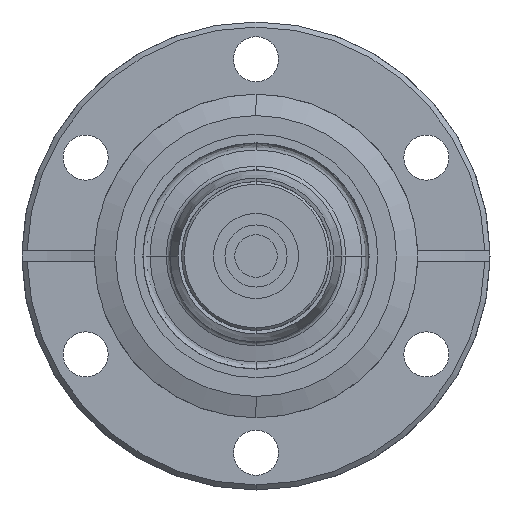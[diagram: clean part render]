
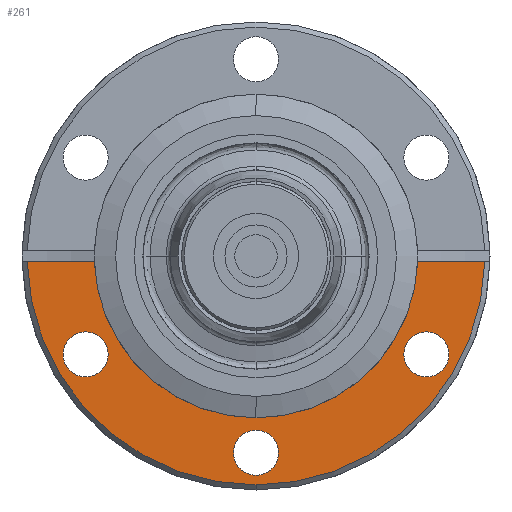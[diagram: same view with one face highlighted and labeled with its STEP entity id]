
A CAD part, front view. The second image highlights one B-rep face of the part: STEP entity #261.
In plain terms, the highlighted planar face has unit normal (0, -1, 0).
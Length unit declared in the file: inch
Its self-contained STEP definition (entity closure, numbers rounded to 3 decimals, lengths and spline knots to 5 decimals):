
#261 = ADVANCED_FACE ( 'NONE', ( #3267, #3266, #3271, #3268 ), #1253, .T. ) ;
#336 = CARTESIAN_POINT ( 'NONE',  ( -1.00113, 0.65226, -0.578 ) ) ;
#337 = DIRECTION ( 'NONE',  ( 0., -1., 0. ) ) ;
#338 = DIRECTION ( 'NONE',  ( 0.866, 0., 0.5 ) ) ;
#346 = CARTESIAN_POINT ( 'NONE',  ( 0., 0.65226, -1.156 ) ) ;
#347 = DIRECTION ( 'NONE',  ( 0., -1., 0. ) ) ;
#348 = DIRECTION ( 'NONE',  ( 0., 0., 1. ) ) ;
#900 = CARTESIAN_POINT ( 'NONE',  ( 0., 0.65226, 0. ) ) ;
#901 = DIRECTION ( 'NONE',  ( 0., -1., 0. ) ) ;
#902 = DIRECTION ( 'NONE',  ( 0., 0., 1. ) ) ;
#903 = CARTESIAN_POINT ( 'NONE',  ( 0.95049, 0.65226, -0.031 ) ) ;
#908 = CARTESIAN_POINT ( 'NONE',  ( 0., 0.65226, -0.951 ) ) ;
#912 = CARTESIAN_POINT ( 'NONE',  ( 1.34464, 0.65226, -0.031 ) ) ;
#923 = CARTESIAN_POINT ( 'NONE',  ( 0., 0.65226, -1.0235 ) ) ;
#924 = CARTESIAN_POINT ( 'NONE',  ( 0., 0.65226, -1.2885 ) ) ;
#927 = CARTESIAN_POINT ( 'NONE',  ( -1.00113, 0.65226, -0.4455 ) ) ;
#928 = CARTESIAN_POINT ( 'NONE',  ( -1.00113, 0.65226, -0.7105 ) ) ;
#965 = CARTESIAN_POINT ( 'NONE',  ( 0., 0.65226, 0. ) ) ;
#966 = DIRECTION ( 'NONE',  ( 0., -1., 0. ) ) ;
#967 = DIRECTION ( 'NONE',  ( 0., 0., 1. ) ) ;
#968 = CARTESIAN_POINT ( 'NONE',  ( 1.345, 0.65226, -0.031 ) ) ;
#971 = CARTESIAN_POINT ( 'NONE',  ( 1.00113, 0.65226, -0.578 ) ) ;
#972 = DIRECTION ( 'NONE',  ( 0., -1., 0. ) ) ;
#973 = DIRECTION ( 'NONE',  ( -0.866, 0., 0.5 ) ) ;
#974 = CARTESIAN_POINT ( 'NONE',  ( -1.00113, 0.65226, -0.578 ) ) ;
#975 = DIRECTION ( 'NONE',  ( 0., -1., 0. ) ) ;
#976 = DIRECTION ( 'NONE',  ( 0.866, 0., 0.5 ) ) ;
#977 = DIRECTION ( 'NONE',  ( -1., 0., 0. ) ) ;
#978 = CARTESIAN_POINT ( 'NONE',  ( 0., 0.65226, -1.156 ) ) ;
#979 = DIRECTION ( 'NONE',  ( 0., -1., 0. ) ) ;
#980 = DIRECTION ( 'NONE',  ( 0., 0., 1. ) ) ;
#981 = CARTESIAN_POINT ( 'NONE',  ( 0., 0.65226, 0. ) ) ;
#982 = DIRECTION ( 'NONE',  ( 0., -1., 0. ) ) ;
#983 = DIRECTION ( 'NONE',  ( 0., 0., 1. ) ) ;
#1037 = CARTESIAN_POINT ( 'NONE',  ( 1.00113, 0.65226, -0.578 ) ) ;
#1038 = DIRECTION ( 'NONE',  ( 0., -1., 0. ) ) ;
#1039 = DIRECTION ( 'NONE',  ( -0.866, 0., 0.5 ) ) ;
#1139 = CARTESIAN_POINT ( 'NONE',  ( 1.345, 0.65226, -0.031 ) ) ;
#1146 = DIRECTION ( 'NONE',  ( 1., 0., 0. ) ) ;
#1219 = CARTESIAN_POINT ( 'NONE',  ( 0., 0.65226, 0. ) ) ;
#1220 = DIRECTION ( 'NONE',  ( 0., -1., 0. ) ) ;
#1221 = DIRECTION ( 'NONE',  ( 0., 0., 1. ) ) ;
#1248 = DIRECTION ( 'NONE',  ( 0., -1., 0. ) ) ;
#1251 = CARTESIAN_POINT ( 'NONE',  ( 1.345, 0.65226, 0. ) ) ;
#1253 = PLANE ( 'NONE',  #1346 ) ;
#1254 = DIRECTION ( 'NONE',  ( 0., 0., 1. ) ) ;
#1346 = AXIS2_PLACEMENT_3D ( 'NONE', #1251, #1248, #1254 ) ;
#1947 = AXIS2_PLACEMENT_3D ( 'NONE', #1219, #1220, #1221 ) ;
#1949 = AXIS2_PLACEMENT_3D ( 'NONE', #965, #966, #967 ) ;
#1950 = AXIS2_PLACEMENT_3D ( 'NONE', #971, #972, #973 ) ;
#1951 = AXIS2_PLACEMENT_3D ( 'NONE', #974, #975, #976 ) ;
#1952 = AXIS2_PLACEMENT_3D ( 'NONE', #978, #979, #980 ) ;
#1953 = AXIS2_PLACEMENT_3D ( 'NONE', #981, #982, #983 ) ;
#1970 = AXIS2_PLACEMENT_3D ( 'NONE', #1037, #1038, #1039 ) ;
#1978 = AXIS2_PLACEMENT_3D ( 'NONE', #336, #337, #338 ) ;
#1980 = AXIS2_PLACEMENT_3D ( 'NONE', #346, #347, #348 ) ;
#2026 = AXIS2_PLACEMENT_3D ( 'NONE', #900, #901, #902 ) ;
#2075 = ORIENTED_EDGE ( 'NONE', *, *, #4175, .F. ) ;
#2076 = ORIENTED_EDGE ( 'NONE', *, *, #4153, .F. ) ;
#2077 = ORIENTED_EDGE ( 'NONE', *, *, #4154, .F. ) ;
#2078 = ORIENTED_EDGE ( 'NONE', *, *, #4191, .F. ) ;
#2079 = ORIENTED_EDGE ( 'NONE', *, *, #4195, .F. ) ;
#2080 = ORIENTED_EDGE ( 'NONE', *, *, #4155, .F. ) ;
#2081 = ORIENTED_EDGE ( 'NONE', *, *, #4157, .T. ) ;
#2082 = ORIENTED_EDGE ( 'NONE', *, *, #4156, .F. ) ;
#2083 = ORIENTED_EDGE ( 'NONE', *, *, #4151, .T. ) ;
#2084 = ORIENTED_EDGE ( 'NONE', *, *, #4299, .F. ) ;
#2085 = ORIENTED_EDGE ( 'NONE', *, *, #3746, .F. ) ;
#2086 = ORIENTED_EDGE ( 'NONE', *, *, #4147, .T. ) ;
#2454 = VERTEX_POINT ( 'NONE', #3999 ) ;
#2459 = VERTEX_POINT ( 'NONE', #4003 ) ;
#2460 = VERTEX_POINT ( 'NONE', #4004 ) ;
#2787 = EDGE_LOOP ( 'NONE', ( #2080, #2079 ) ) ;
#2793 = EDGE_LOOP ( 'NONE', ( #2082, #2081, #2083, #2086, #2085, #2084 ) ) ;
#2817 = EDGE_LOOP ( 'NONE', ( #2076, #2075 ) ) ;
#2821 = EDGE_LOOP ( 'NONE', ( #2077, #2078 ) ) ;
#2873 = VERTEX_POINT ( 'NONE', #4016 ) ;
#2874 = VERTEX_POINT ( 'NONE', #4017 ) ;
#3266 = FACE_BOUND ( 'NONE', #2821, .T. ) ;
#3267 = FACE_BOUND ( 'NONE', #2817, .T. ) ;
#3268 = FACE_OUTER_BOUND ( 'NONE', #2793, .T. ) ;
#3271 = FACE_BOUND ( 'NONE', #2787, .T. ) ;
#3545 = LINE ( 'NONE', #1139, #3547 ) ;
#3547 = VECTOR ( 'NONE', #1146, 39.37008 ) ;
#3565 = CIRCLE ( 'NONE', #1951, 0.1325 ) ;
#3569 = CIRCLE ( 'NONE', #1947, 1.345 ) ;
#3573 = CIRCLE ( 'NONE', #1949, 1.345 ) ;
#3574 = CIRCLE ( 'NONE', #1950, 0.1325 ) ;
#3575 = CIRCLE ( 'NONE', #1952, 0.1325 ) ;
#3576 = CIRCLE ( 'NONE', #1953, 0.951 ) ;
#3578 = LINE ( 'NONE', #968, #3580 ) ;
#3580 = VECTOR ( 'NONE', #977, 39.37008 ) ;
#3596 = CIRCLE ( 'NONE', #1970, 0.1325 ) ;
#3620 = CIRCLE ( 'NONE', #1978, 0.1325 ) ;
#3626 = CIRCLE ( 'NONE', #1980, 0.1325 ) ;
#3746 = EDGE_CURVE ( 'NONE', #4374, #4378, #3545, .T. ) ;
#3999 = CARTESIAN_POINT ( 'NONE',  ( -0.95049, 0.65226, -0.031 ) ) ;
#4003 = CARTESIAN_POINT ( 'NONE',  ( 0., 0.65226, -1.345 ) ) ;
#4004 = CARTESIAN_POINT ( 'NONE',  ( -1.34464, 0.65226, -0.031 ) ) ;
#4016 = CARTESIAN_POINT ( 'NONE',  ( 1.00113, 0.65226, -0.4455 ) ) ;
#4017 = CARTESIAN_POINT ( 'NONE',  ( 1.00113, 0.65226, -0.7105 ) ) ;
#4147 = EDGE_CURVE ( 'NONE', #2459, #4378, #3569, .T. ) ;
#4151 = EDGE_CURVE ( 'NONE', #2460, #2459, #3573, .T. ) ;
#4153 = EDGE_CURVE ( 'NONE', #2873, #2874, #3574, .T. ) ;
#4154 = EDGE_CURVE ( 'NONE', #4396, #4397, #3565, .T. ) ;
#4155 = EDGE_CURVE ( 'NONE', #4392, #4393, #3575, .T. ) ;
#4156 = EDGE_CURVE ( 'NONE', #2454, #4376, #3576, .T. ) ;
#4157 = EDGE_CURVE ( 'NONE', #2454, #2460, #3578, .T. ) ;
#4175 = EDGE_CURVE ( 'NONE', #2874, #2873, #3596, .T. ) ;
#4191 = EDGE_CURVE ( 'NONE', #4397, #4396, #3620, .T. ) ;
#4195 = EDGE_CURVE ( 'NONE', #4393, #4392, #3626, .T. ) ;
#4299 = EDGE_CURVE ( 'NONE', #4376, #4374, #4551, .T. ) ;
#4374 = VERTEX_POINT ( 'NONE', #903 ) ;
#4376 = VERTEX_POINT ( 'NONE', #908 ) ;
#4378 = VERTEX_POINT ( 'NONE', #912 ) ;
#4392 = VERTEX_POINT ( 'NONE', #923 ) ;
#4393 = VERTEX_POINT ( 'NONE', #924 ) ;
#4396 = VERTEX_POINT ( 'NONE', #927 ) ;
#4397 = VERTEX_POINT ( 'NONE', #928 ) ;
#4551 = CIRCLE ( 'NONE', #2026, 0.951 ) ;
